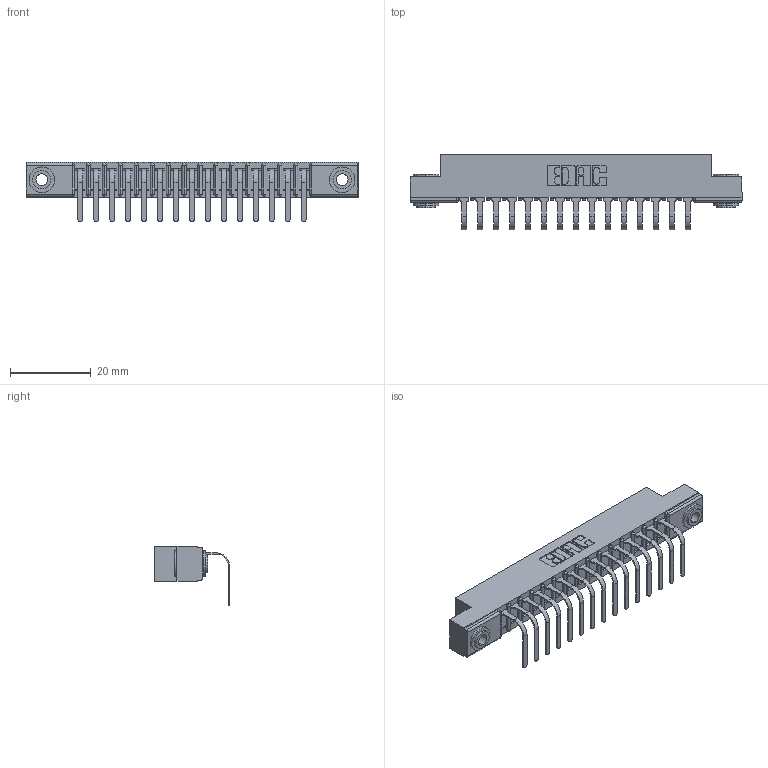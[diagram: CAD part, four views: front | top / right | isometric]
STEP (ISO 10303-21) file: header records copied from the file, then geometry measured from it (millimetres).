
FILE_DESCRIPTION (( 'STEP AP203' ), '1' );
FILE_NAME ('357-015-558-103.STEP', '2022-07-13T21:46:56', ( '' ), ( '' ), 'SwSTEP 2.0', 'SolidWorks 2020', '' );
FILE_SCHEMA (( 'CONFIG_CONTROL_DESIGN' ));
Length unit declared in the file: inch
Products named in the file (4): 307-290-001_558 - 2 (Single); 345-250-002_345-250-002-102; 307 Part_.156 Dia Mounting Holes; 357-015-558-103
Assembly tree (18 placements, depth 2):
  357-015-558-103
    307 Part_.156 Dia Mounting Holes
    307-290-001_558 - 2 (Single)  x15
    345-250-002_345-250-002-102  x2
Bounding box: 82.45 x 18.78 x 14.81 mm (x, y, z)
Volume: 5286 mm3; surface area: 8557.7 mm2
Topology: 18 solids, 18 shells, 1086 faces, 3045 edges, 1962 vertices
Faces by surface type: plane 679, cylinder 367, sphere 32, cone 8
Entity records: 17357 total; most frequent: CARTESIAN_POINT 2893, ORIENTED_EDGE 2870, DIRECTION 2845, EDGE_CURVE 1435, LINE 1081, VECTOR 1081, VERTEX_POINT 930, AXIS2_PLACEMENT_3D 882
